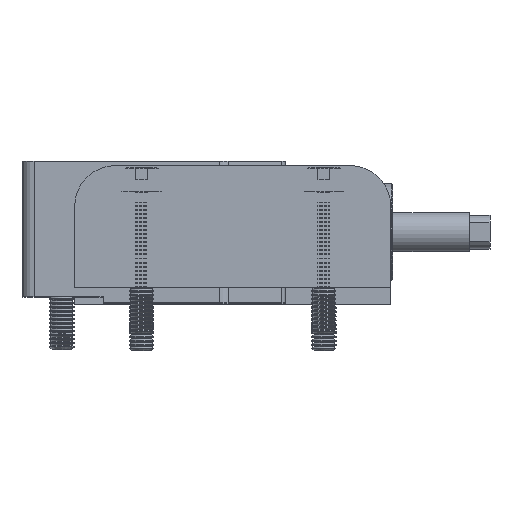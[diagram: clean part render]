
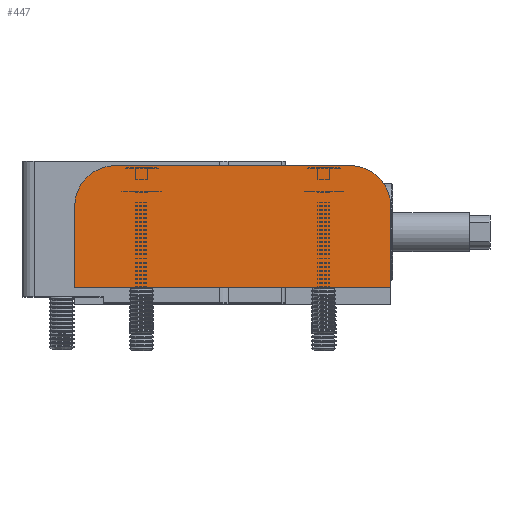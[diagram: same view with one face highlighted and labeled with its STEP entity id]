
A CAD part, top view. The second image highlights one B-rep face of the part: STEP entity #447.
In plain terms, the highlighted planar face has unit normal (0, 0, 1).
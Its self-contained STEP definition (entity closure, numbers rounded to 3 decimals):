
#34 = VERTEX_POINT ( 'NONE', #5608 ) ;
#423 = DIRECTION ( 'NONE',  ( -1., 0., 0. ) ) ;
#447 = ADVANCED_FACE ( 'NONE', ( #6508 ), #8060, .F. ) ;
#564 = DIRECTION ( 'NONE',  ( 0., 0., 1. ) ) ;
#669 = VERTEX_POINT ( 'NONE', #1094 ) ;
#1094 = CARTESIAN_POINT ( 'NONE',  ( -39., 5., 35. ) ) ;
#1204 = CARTESIAN_POINT ( 'NONE',  ( -39., 15., 35. ) ) ;
#1342 = EDGE_LOOP ( 'NONE', ( #4086, #8125, #9272, #7969, #1699, #5884 ) ) ;
#1368 = VECTOR ( 'NONE', #1619, 1000. ) ;
#1543 = VECTOR ( 'NONE', #2886, 1000. ) ;
#1619 = DIRECTION ( 'NONE',  ( 0., -1., 0. ) ) ;
#1699 = ORIENTED_EDGE ( 'NONE', *, *, #5303, .T. ) ;
#1779 = DIRECTION ( 'NONE',  ( -1., 0., 0. ) ) ;
#1841 = DIRECTION ( 'NONE',  ( 1., 0., 0. ) ) ;
#1946 = DIRECTION ( 'NONE',  ( 0., 0., -1. ) ) ;
#2071 = CARTESIAN_POINT ( 'NONE',  ( -29., 15., 35. ) ) ;
#2511 = CARTESIAN_POINT ( 'NONE',  ( -39., -15., 35. ) ) ;
#2627 = CARTESIAN_POINT ( 'NONE',  ( 0., 0., 35. ) ) ;
#2886 = DIRECTION ( 'NONE',  ( -1., 0., 0. ) ) ;
#3073 = CARTESIAN_POINT ( 'NONE',  ( 39., -15., 35. ) ) ;
#3743 = DIRECTION ( 'NONE',  ( -1., 0., 0. ) ) ;
#4086 = ORIENTED_EDGE ( 'NONE', *, *, #10240, .T. ) ;
#5008 = AXIS2_PLACEMENT_3D ( 'NONE', #10022, #564, #3743 ) ;
#5078 = LINE ( 'NONE', #1204, #1543 ) ;
#5303 = EDGE_CURVE ( 'NONE', #7094, #34, #6994, .T. ) ;
#5353 = VERTEX_POINT ( 'NONE', #9495 ) ;
#5360 = CARTESIAN_POINT ( 'NONE',  ( 39., -15., 35. ) ) ;
#5538 = EDGE_CURVE ( 'NONE', #34, #7623, #8817, .T. ) ;
#5608 = CARTESIAN_POINT ( 'NONE',  ( 39., 5., 35. ) ) ;
#5806 = AXIS2_PLACEMENT_3D ( 'NONE', #2627, #1946, #1779 ) ;
#5884 = ORIENTED_EDGE ( 'NONE', *, *, #5538, .T. ) ;
#6459 = LINE ( 'NONE', #2511, #1368 ) ;
#6508 = FACE_OUTER_BOUND ( 'NONE', #1342, .T. ) ;
#6849 = DIRECTION ( 'NONE',  ( 0., 1., 0. ) ) ;
#6892 = EDGE_CURVE ( 'NONE', #5353, #7094, #7961, .T. ) ;
#6895 = CARTESIAN_POINT ( 'NONE',  ( -29., 5., 35. ) ) ;
#6915 = EDGE_CURVE ( 'NONE', #669, #5353, #6459, .T. ) ;
#6994 = LINE ( 'NONE', #5360, #10137 ) ;
#6998 = VECTOR ( 'NONE', #1841, 1000. ) ;
#7094 = VERTEX_POINT ( 'NONE', #3073 ) ;
#7623 = VERTEX_POINT ( 'NONE', #10263 ) ;
#7837 = CIRCLE ( 'NONE', #8026, 10. ) ;
#7873 = VERTEX_POINT ( 'NONE', #2071 ) ;
#7961 = LINE ( 'NONE', #9738, #6998 ) ;
#7969 = ORIENTED_EDGE ( 'NONE', *, *, #6892, .T. ) ;
#8026 = AXIS2_PLACEMENT_3D ( 'NONE', #6895, #10073, #423 ) ;
#8060 = PLANE ( 'NONE',  #5806 ) ;
#8125 = ORIENTED_EDGE ( 'NONE', *, *, #9279, .T. ) ;
#8817 = CIRCLE ( 'NONE', #5008, 10. ) ;
#9272 = ORIENTED_EDGE ( 'NONE', *, *, #6915, .T. ) ;
#9279 = EDGE_CURVE ( 'NONE', #7873, #669, #7837, .T. ) ;
#9495 = CARTESIAN_POINT ( 'NONE',  ( -39., -15., 35. ) ) ;
#9738 = CARTESIAN_POINT ( 'NONE',  ( -39., -15., 35. ) ) ;
#10022 = CARTESIAN_POINT ( 'NONE',  ( 29., 5., 35. ) ) ;
#10073 = DIRECTION ( 'NONE',  ( 0., 0., 1. ) ) ;
#10137 = VECTOR ( 'NONE', #6849, 1000. ) ;
#10240 = EDGE_CURVE ( 'NONE', #7623, #7873, #5078, .T. ) ;
#10263 = CARTESIAN_POINT ( 'NONE',  ( 29., 15., 35. ) ) ;
